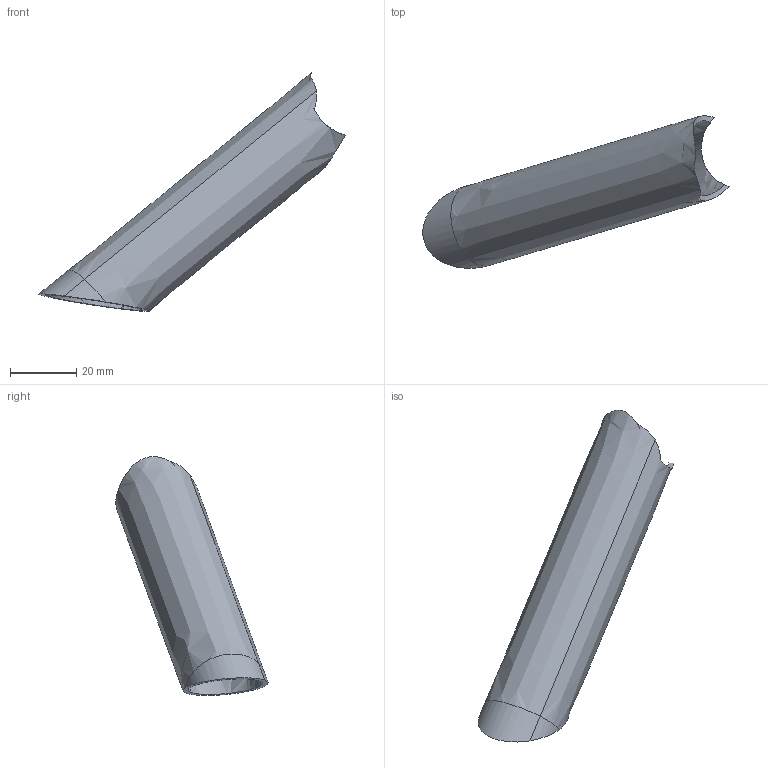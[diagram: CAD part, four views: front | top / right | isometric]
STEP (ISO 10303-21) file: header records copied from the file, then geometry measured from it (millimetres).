
FILE_DESCRIPTION(('CATIA V5 STEP Exchange'),'2;1');
FILE_NAME('58.stp','2017-12-23T19:38:53+00:00',('none'),('none'),'CATIA Version 5 Release 19 SP 2 (IN-10)','CATIA V5 STEP AP203','none');
FILE_SCHEMA(('CONFIG_CONTROL_DESIGN'));
Length unit declared in the file: millimetre
Products named in the file (1): Shape_952
Bounding box: 92.47 x 45.9 x 72.09 mm (x, y, z)
Volume: 9935.6 mm3; surface area: 13578.1 mm2
Topology: 1 solids, 1 shells, 15 faces, 42 edges, 29 vertices
Faces by surface type: cylinder 10, bspline 4, plane 1
Entity records: 834 total; most frequent: CARTESIAN_POINT 492, ORIENTED_EDGE 80, EDGE_CURVE 40, DIRECTION 27, B_SPLINE_CURVE_WITH_KNOTS 27, VERTEX_POINT 26, EDGE_LOOP 16, AXIS2_PLACEMENT_3D 15
